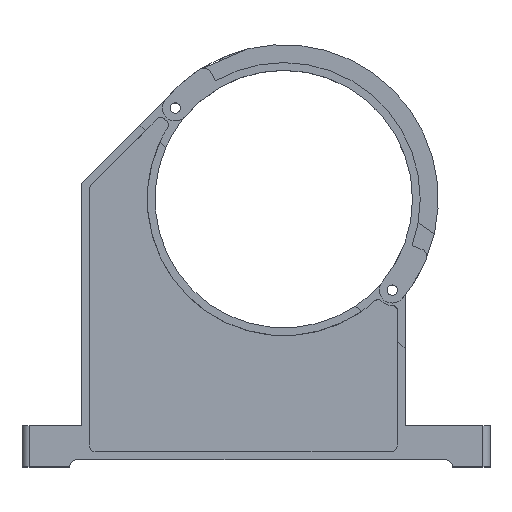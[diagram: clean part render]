
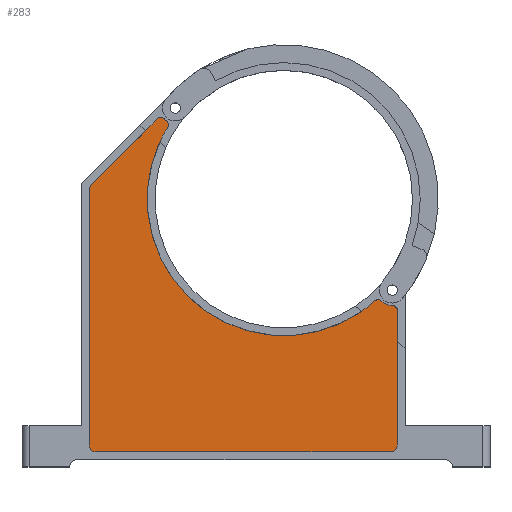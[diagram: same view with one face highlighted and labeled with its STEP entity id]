
A CAD part, top view. The second image highlights one B-rep face of the part: STEP entity #283.
In plain terms, the highlighted planar face has unit normal (0, 0, 1).
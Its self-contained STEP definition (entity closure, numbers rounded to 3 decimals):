
#283 = ADVANCED_FACE( '', ( #589 ), #590, .T. );
#589 = FACE_OUTER_BOUND( '', #905, .T. );
#590 = PLANE( '', #906 );
#905 = EDGE_LOOP( '', ( #1744, #1745, #1746, #1747, #1748, #1749, #1750, #1751, #1752, #1753, #1754, #1755, #1756, #1757 ) );
#906 = AXIS2_PLACEMENT_3D( '', #1758, #1759, #1760 );
#1744 = ORIENTED_EDGE( '', *, *, #2068, .T. );
#1745 = ORIENTED_EDGE( '', *, *, #2162, .T. );
#1746 = ORIENTED_EDGE( '', *, *, #2300, .T. );
#1747 = ORIENTED_EDGE( '', *, *, #2241, .T. );
#1748 = ORIENTED_EDGE( '', *, *, #2197, .T. );
#1749 = ORIENTED_EDGE( '', *, *, #2051, .T. );
#1750 = ORIENTED_EDGE( '', *, *, #2134, .T. );
#1751 = ORIENTED_EDGE( '', *, *, #2239, .F. );
#1752 = ORIENTED_EDGE( '', *, *, #2251, .T. );
#1753 = ORIENTED_EDGE( '', *, *, #2130, .F. );
#1754 = ORIENTED_EDGE( '', *, *, #2202, .T. );
#1755 = ORIENTED_EDGE( '', *, *, #2265, .F. );
#1756 = ORIENTED_EDGE( '', *, *, #2301, .T. );
#1757 = ORIENTED_EDGE( '', *, *, #2061, .T. );
#1758 = CARTESIAN_POINT( '', ( -90.925, 4.518, 3.5 ) );
#1759 = DIRECTION( '', ( 0., 0., 1. ) );
#1760 = DIRECTION( '', ( 1., 0., 0. ) );
#2051 = EDGE_CURVE( '', #2529, #2527, #2530, .T. );
#2061 = EDGE_CURVE( '', #2547, #2545, #2548, .T. );
#2068 = EDGE_CURVE( '', #2545, #2558, #2560, .T. );
#2130 = EDGE_CURVE( '', #2656, #2658, #2659, .T. );
#2134 = EDGE_CURVE( '', #2527, #2663, #2665, .T. );
#2162 = EDGE_CURVE( '', #2558, #2703, #2705, .T. );
#2197 = EDGE_CURVE( '', #2749, #2529, #2750, .T. );
#2202 = EDGE_CURVE( '', #2656, #2755, #2757, .T. );
#2239 = EDGE_CURVE( '', #2805, #2663, #2807, .T. );
#2241 = EDGE_CURVE( '', #2809, #2749, #2810, .T. );
#2251 = EDGE_CURVE( '', #2805, #2658, #2822, .T. );
#2265 = EDGE_CURVE( '', #2837, #2755, #2839, .T. );
#2300 = EDGE_CURVE( '', #2703, #2809, #2878, .T. );
#2301 = EDGE_CURVE( '', #2837, #2547, #2879, .T. );
#2527 = VERTEX_POINT( '', #3156 );
#2529 = VERTEX_POINT( '', #3159 );
#2530 = LINE( '', #3160, #3161 );
#2545 = VERTEX_POINT( '', #3182 );
#2547 = VERTEX_POINT( '', #3185 );
#2548 = LINE( '', #3186, #3187 );
#2558 = VERTEX_POINT( '', #3201 );
#2560 = CIRCLE( '', #3204, 3.5 );
#2656 = VERTEX_POINT( '', #3330 );
#2658 = VERTEX_POINT( '', #3333 );
#2659 = CIRCLE( '', #3334, 66.25 );
#2663 = VERTEX_POINT( '', #3339 );
#2665 = CIRCLE( '', #3342, 2.333 );
#2703 = VERTEX_POINT( '', #3390 );
#2705 = LINE( '', #3393, #3394 );
#2749 = VERTEX_POINT( '', #3453 );
#2750 = CIRCLE( '', #3454, 3.5 );
#2755 = VERTEX_POINT( '', #3460 );
#2757 = CIRCLE( '', #3463, 2.333 );
#2805 = VERTEX_POINT( '', #3530 );
#2807 = CIRCLE( '', #3533, 7.5 );
#2809 = VERTEX_POINT( '', #3535 );
#2810 = LINE( '', #3536, #3537 );
#2822 = CIRCLE( '', #3554, 2.333 );
#2837 = VERTEX_POINT( '', #3572 );
#2839 = CIRCLE( '', #3575, 7.5 );
#2878 = CIRCLE( '', #3624, 3.5 );
#2879 = CIRCLE( '', #3625, 2.333 );
#3156 = CARTESIAN_POINT( '', ( 55.166, -54.024, 3.5 ) );
#3159 = CARTESIAN_POINT( '', ( 55.166, -119.25, 3.5 ) );
#3160 = CARTESIAN_POINT( '', ( 55.166, -119.25, 3.5 ) );
#3161 = VECTOR( '', #3842, 1000. );
#3182 = CARTESIAN_POINT( '', ( -93.4, 6.993, 3.5 ) );
#3185 = CARTESIAN_POINT( '', ( -61.386, 39.007, 3.5 ) );
#3186 = CARTESIAN_POINT( '', ( -61.386, 39.007, 3.5 ) );
#3187 = VECTOR( '', #3850, 1000. );
#3201 = CARTESIAN_POINT( '', ( -94.425, 4.518, 3.5 ) );
#3204 = AXIS2_PLACEMENT_3D( '', #3856, #3857, #3858 );
#3330 = CARTESIAN_POINT( '', ( -56.312, 34.9, 3.5 ) );
#3333 = CARTESIAN_POINT( '', ( 44.148, -49.396, 3.5 ) );
#3334 = AXIS2_PLACEMENT_3D( '', #3953, #3954, #3955 );
#3339 = CARTESIAN_POINT( '', ( 52.793, -51.691, 3.5 ) );
#3342 = AXIS2_PLACEMENT_3D( '', #3958, #3959, #3960 );
#3390 = CARTESIAN_POINT( '', ( -94.425, -119.25, 3.5 ) );
#3393 = CARTESIAN_POINT( '', ( -94.425, 4.518, 3.5 ) );
#3394 = VECTOR( '', #4002, 1000. );
#3453 = CARTESIAN_POINT( '', ( 51.666, -122.75, 3.5 ) );
#3454 = AXIS2_PLACEMENT_3D( '', #4042, #4043, #4044 );
#3460 = CARTESIAN_POINT( '', ( -56.959, 38.042, 3.5 ) );
#3463 = AXIS2_PLACEMENT_3D( '', #4050, #4051, #4052 );
#3530 = CARTESIAN_POINT( '', ( 47.355, -49.488, 3.5 ) );
#3533 = AXIS2_PLACEMENT_3D( '', #4091, #4092, #4093 );
#3535 = CARTESIAN_POINT( '', ( -90.925, -122.75, 3.5 ) );
#3536 = CARTESIAN_POINT( '', ( -90.925, -122.75, 3.5 ) );
#3537 = VECTOR( '', #4094, 1000. );
#3554 = AXIS2_PLACEMENT_3D( '', #4103, #4104, #4105 );
#3572 = CARTESIAN_POINT( '', ( -58.058, 38.979, 3.5 ) );
#3575 = AXIS2_PLACEMENT_3D( '', #4119, #4120, #4121 );
#3624 = AXIS2_PLACEMENT_3D( '', #4162, #4163, #4164 );
#3625 = AXIS2_PLACEMENT_3D( '', #4165, #4166, #4167 );
#3842 = DIRECTION( '', ( 0., 1., 0. ) );
#3850 = DIRECTION( '', ( -0.707, -0.707, 0. ) );
#3856 = CARTESIAN_POINT( '', ( -90.925, 4.518, 3.5 ) );
#3857 = DIRECTION( '', ( 0., 0., 1. ) );
#3858 = DIRECTION( '', ( 1., 0., 0. ) );
#3953 = CARTESIAN_POINT( '', ( 0., 0., 3.5 ) );
#3954 = DIRECTION( '', ( 0., 0., 1. ) );
#3955 = DIRECTION( '', ( 1., 0., 0. ) );
#3958 = CARTESIAN_POINT( '', ( 52.832, -54.024, 3.5 ) );
#3959 = DIRECTION( '', ( 0., 0., 1. ) );
#3960 = DIRECTION( '', ( 1., 0., 0. ) );
#4002 = DIRECTION( '', ( 0., -1., 0. ) );
#4042 = CARTESIAN_POINT( '', ( 51.666, -119.25, 3.5 ) );
#4043 = DIRECTION( '', ( 0., 0., 1. ) );
#4044 = DIRECTION( '', ( 1., 0., 0. ) );
#4050 = CARTESIAN_POINT( '', ( -58.295, 36.129, 3.5 ) );
#4051 = DIRECTION( '', ( 0., 0., 1. ) );
#4052 = DIRECTION( '', ( 1., 0., 0. ) );
#4091 = CARTESIAN_POINT( '', ( 52.666, -44.192, 3.5 ) );
#4092 = DIRECTION( '', ( 0., 0., 1. ) );
#4093 = DIRECTION( '', ( 1., 0., 0. ) );
#4094 = DIRECTION( '', ( 1., 0., 0. ) );
#4103 = CARTESIAN_POINT( '', ( 45.703, -51.136, 3.5 ) );
#4104 = DIRECTION( '', ( 0., 0., 1. ) );
#4105 = DIRECTION( '', ( 1., 0., 0. ) );
#4119 = CARTESIAN_POINT( '', ( -52.666, 44.192, 3.5 ) );
#4120 = DIRECTION( '', ( 0., 0., 1. ) );
#4121 = DIRECTION( '', ( 1., 0., 0. ) );
#4162 = CARTESIAN_POINT( '', ( -90.925, -119.25, 3.5 ) );
#4163 = DIRECTION( '', ( 0., 0., 1. ) );
#4164 = DIRECTION( '', ( 1., 0., 0. ) );
#4165 = CARTESIAN_POINT( '', ( -59.736, 37.357, 3.5 ) );
#4166 = DIRECTION( '', ( 0., 0., 1. ) );
#4167 = DIRECTION( '', ( 1., 0., 0. ) );
